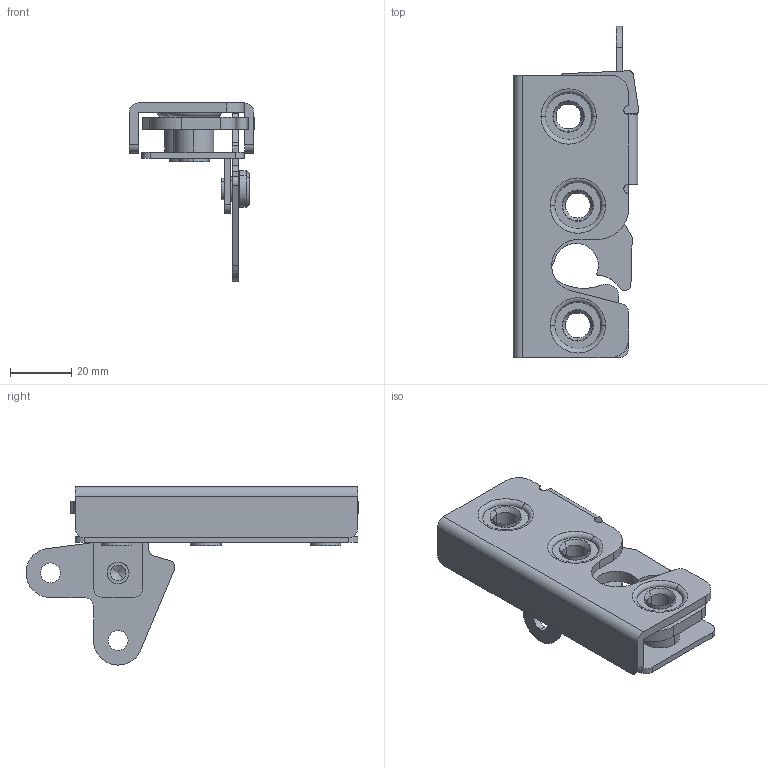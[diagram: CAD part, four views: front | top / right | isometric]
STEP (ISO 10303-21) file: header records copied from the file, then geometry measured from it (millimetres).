
FILE_DESCRIPTION (( 'STEP AP203' ), '1' );
FILE_NAME ('C-851-1-L.STEP', '2010-01-12T03:54:45', ( ' ' ), ( ' ' ), 'SwSTEP 2.0', 'SolidWorks 2007', '' );
FILE_SCHEMA (( 'CONFIG_CONTROL_DESIGN' ));
Length unit declared in the file: millimetre
Products named in the file (9): C-851-1本体(L)__C-1851-1L; C-851-1剽A__蹬怮椔; C-851-1催獉(L)__C-1851-1L; C-851-1-L; C-851-1幉__棉太倌; C-851-1夝彍谑薨__棉太倌; C-851-1咂廆_蹬怮椔; C-851-1剽C__蹬怮椔; C-851-1剽B__蹬怮椔
Assembly tree (10 placements, depth 2):
  C-851-1-L
    C-851-1咂廆_蹬怮椔
    C-851-1幉__棉太倌  x3
    C-851-1本体(L)__C-1851-1L
    C-851-1剽B__蹬怮椔
    C-851-1夝彍谑薨__棉太倌
    C-851-1剽A__蹬怮椔
    C-851-1剽C__蹬怮椔
    C-851-1催獉(L)__C-1851-1L
Bounding box: 40.82 x 108.06 x 58 mm (x, y, z)
Volume: 31105.7 mm3; surface area: 28612.1 mm2
Topology: 10 solids, 10 shells, 245 faces, 608 edges, 393 vertices
Faces by surface type: cylinder 126, plane 91, cone 16, torus 12
Entity records: 7547 total; most frequent: DIRECTION 1238, CARTESIAN_POINT 1115, ORIENTED_EDGE 1076, EDGE_CURVE 538, AXIS2_PLACEMENT_3D 476, VERTEX_POINT 353, VECTOR 286, LINE 286
